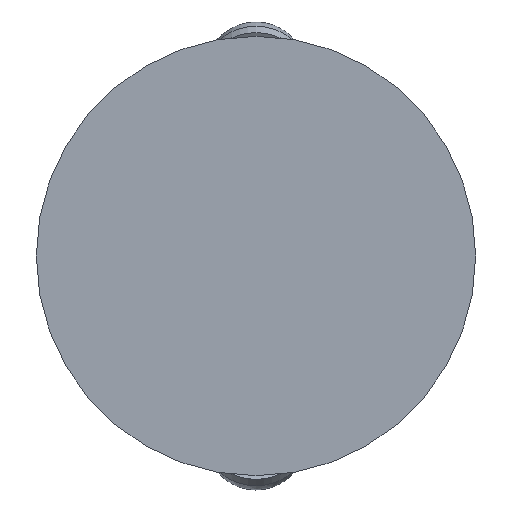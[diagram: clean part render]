
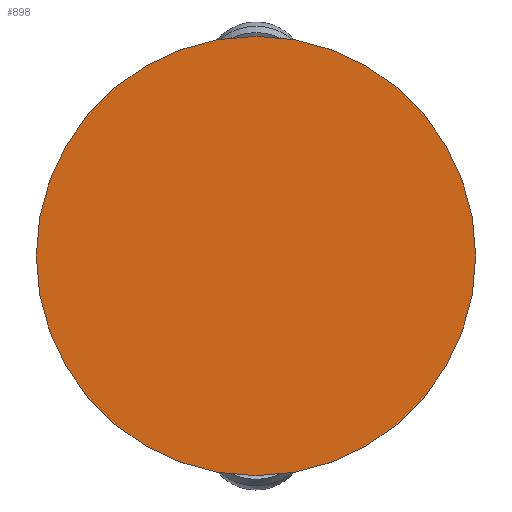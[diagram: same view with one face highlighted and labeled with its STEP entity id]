
A CAD part, front view. The second image highlights one B-rep face of the part: STEP entity #898.
In plain terms, the highlighted planar face has unit normal (0, -1, 0).
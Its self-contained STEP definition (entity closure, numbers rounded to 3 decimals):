
#82=CIRCLE('',#991,32.);
#153=FACE_OUTER_BOUND('',#212,.T.);
#212=EDGE_LOOP('',(#589));
#373=VERTEX_POINT('',#1488);
#454=EDGE_CURVE('',#373,#373,#82,.T.);
#589=ORIENTED_EDGE('',*,*,#454,.F.);
#820=PLANE('',#990);
#898=ADVANCED_FACE('',(#153),#820,.T.);
#990=AXIS2_PLACEMENT_3D('',#1487,#1160,#1161);
#991=AXIS2_PLACEMENT_3D('',#1489,#1162,#1163);
#1160=DIRECTION('center_axis',(0.,-1.,0.));
#1161=DIRECTION('ref_axis',(0.,0.,-1.));
#1162=DIRECTION('center_axis',(0.,1.,0.));
#1163=DIRECTION('ref_axis',(-1.,0.,0.));
#1487=CARTESIAN_POINT('Origin',(-15.388,0.,
0.));
#1488=CARTESIAN_POINT('',(32.,0.,0.));
#1489=CARTESIAN_POINT('Origin',(0.,0.,
0.));
